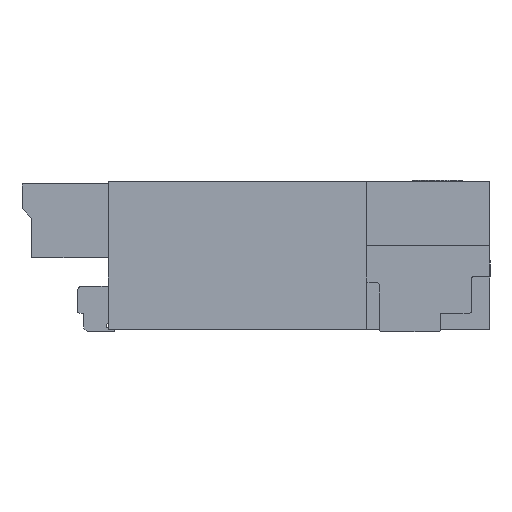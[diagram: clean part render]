
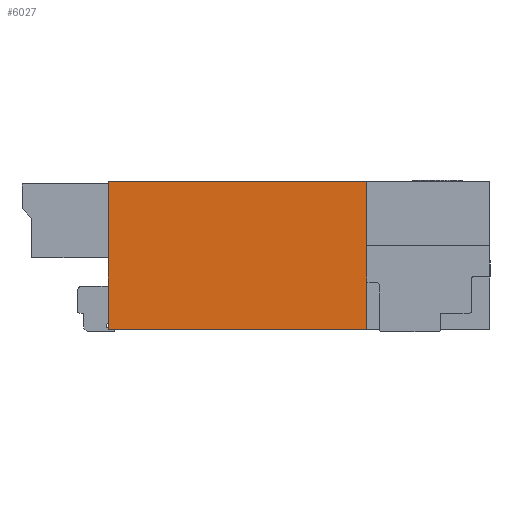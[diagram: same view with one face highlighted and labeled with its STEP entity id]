
A CAD part, left-side view. The second image highlights one B-rep face of the part: STEP entity #6027.
In plain terms, the highlighted planar face has unit normal (-1, 0, 0).
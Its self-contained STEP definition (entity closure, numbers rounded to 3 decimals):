
#930 = ORIENTED_EDGE ( 'NONE', *, *, #8250, .T. ) ;
#1092 = DIRECTION ( 'NONE',  ( 0., 0., -1. ) ) ;
#1722 = VERTEX_POINT ( 'NONE', #22663 ) ;
#2460 = VECTOR ( 'NONE', #14893, 1000. ) ;
#2826 = VERTEX_POINT ( 'NONE', #17441 ) ;
#4398 = CARTESIAN_POINT ( 'NONE',  ( -4., -1.55, 0. ) ) ;
#5509 = CARTESIAN_POINT ( 'NONE',  ( -4., -1.55, 1.2 ) ) ;
#5990 = EDGE_CURVE ( 'NONE', #24176, #2826, #17463, .T. ) ;
#6027 = ADVANCED_FACE ( 'NONE', ( #22299 ), #14825, .F. ) ;
#7376 = CARTESIAN_POINT ( 'NONE',  ( -4., -0.55, 0. ) ) ;
#8250 = EDGE_CURVE ( 'NONE', #2826, #1722, #28937, .T. ) ;
#8706 = VERTEX_POINT ( 'NONE', #23607 ) ;
#10820 = ORIENTED_EDGE ( 'NONE', *, *, #21938, .F. ) ;
#11038 = EDGE_LOOP ( 'NONE', ( #18508, #930, #10820, #20679 ) ) ;
#11216 = CARTESIAN_POINT ( 'NONE',  ( -4., 1.55, 0. ) ) ;
#12396 = DIRECTION ( 'NONE',  ( 0., -1., 0. ) ) ;
#14540 = LINE ( 'NONE', #30387, #2460 ) ;
#14825 = PLANE ( 'NONE',  #23469 ) ;
#14893 = DIRECTION ( 'NONE',  ( 0., 0., -1. ) ) ;
#15171 = DIRECTION ( 'NONE',  ( 1., 0., 0. ) ) ;
#17441 = CARTESIAN_POINT ( 'NONE',  ( -4., -0.55, 0. ) ) ;
#17463 = LINE ( 'NONE', #4398, #22364 ) ;
#17998 = DIRECTION ( 'NONE',  ( 0., 0., 1. ) ) ;
#18508 = ORIENTED_EDGE ( 'NONE', *, *, #5990, .T. ) ;
#20679 = ORIENTED_EDGE ( 'NONE', *, *, #24928, .T. ) ;
#21938 = EDGE_CURVE ( 'NONE', #8706, #1722, #29346, .T. ) ;
#22299 = FACE_OUTER_BOUND ( 'NONE', #11038, .T. ) ;
#22364 = VECTOR ( 'NONE', #12396, 1000. ) ;
#22663 = CARTESIAN_POINT ( 'NONE',  ( -4., -0.55, 1.2 ) ) ;
#23469 = AXIS2_PLACEMENT_3D ( 'NONE', #25418, #15171, #1092 ) ;
#23607 = CARTESIAN_POINT ( 'NONE',  ( -4., 1.55, 1.2 ) ) ;
#24109 = DIRECTION ( 'NONE',  ( 0., -1., 0. ) ) ;
#24176 = VERTEX_POINT ( 'NONE', #11216 ) ;
#24928 = EDGE_CURVE ( 'NONE', #8706, #24176, #14540, .T. ) ;
#25306 = VECTOR ( 'NONE', #17998, 1000. ) ;
#25418 = CARTESIAN_POINT ( 'NONE',  ( -4., -1.55, 1.2 ) ) ;
#28312 = VECTOR ( 'NONE', #24109, 1000. ) ;
#28937 = LINE ( 'NONE', #7376, #25306 ) ;
#29346 = LINE ( 'NONE', #5509, #28312 ) ;
#30387 = CARTESIAN_POINT ( 'NONE',  ( -4., 1.55, 1.2 ) ) ;
